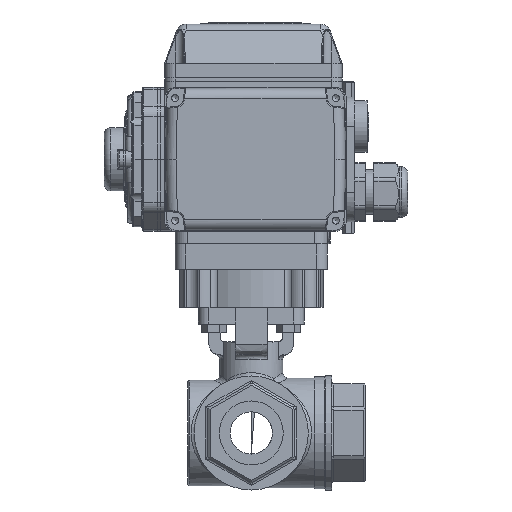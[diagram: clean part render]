
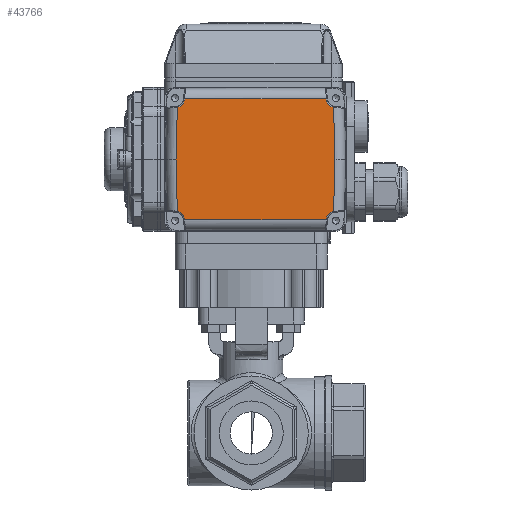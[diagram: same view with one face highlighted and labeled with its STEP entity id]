
A CAD part, front view. The second image highlights one B-rep face of the part: STEP entity #43766.
In plain terms, the highlighted face is planar.
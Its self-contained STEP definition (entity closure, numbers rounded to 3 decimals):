
#3005=LINE('',#78071,#6215);
#3007=LINE('',#78080,#6217);
#3009=LINE('',#78083,#6219);
#3011=LINE('',#78087,#6221);
#3013=LINE('',#78095,#6223);
#3015=LINE('',#78098,#6225);
#6215=VECTOR('',#56604,1000.);
#6217=VECTOR('',#56608,1000.);
#6219=VECTOR('',#56612,1000.);
#6221=VECTOR('',#56616,1000.);
#6223=VECTOR('',#56620,1000.);
#6225=VECTOR('',#56624,1000.);
#7950=PLANE('',#47436);
#9382=CIRCLE('',#47280,4.5);
#9390=CIRCLE('',#47295,4.5);
#9398=CIRCLE('',#47308,4.5);
#9406=CIRCLE('',#47323,4.5);
#18901=ORIENTED_EDGE('',*,*,#27134,.T.);
#18902=ORIENTED_EDGE('',*,*,#27049,.T.);
#18903=ORIENTED_EDGE('',*,*,#27144,.T.);
#18904=ORIENTED_EDGE('',*,*,#27141,.T.);
#18905=ORIENTED_EDGE('',*,*,#27115,.T.);
#18906=ORIENTED_EDGE('',*,*,#27146,.T.);
#18907=ORIENTED_EDGE('',*,*,#27093,.T.);
#18908=ORIENTED_EDGE('',*,*,#27137,.T.);
#18909=ORIENTED_EDGE('',*,*,#27139,.T.);
#18910=ORIENTED_EDGE('',*,*,#27071,.T.);
#27049=EDGE_CURVE('',#31865,#31863,#9382,.T.);
#27071=EDGE_CURVE('',#31881,#31879,#9390,.T.);
#27093=EDGE_CURVE('',#31897,#31895,#9398,.T.);
#27115=EDGE_CURVE('',#31913,#31911,#9406,.T.);
#27134=EDGE_CURVE('',#31879,#31865,#3005,.T.);
#27137=EDGE_CURVE('',#31895,#31930,#3007,.T.);
#27139=EDGE_CURVE('',#31930,#31881,#3009,.T.);
#27141=EDGE_CURVE('',#31932,#31913,#3011,.T.);
#27144=EDGE_CURVE('',#31863,#31932,#3013,.T.);
#27146=EDGE_CURVE('',#31911,#31897,#3015,.T.);
#31863=VERTEX_POINT('',#77456);
#31865=VERTEX_POINT('',#77468);
#31879=VERTEX_POINT('',#77617);
#31881=VERTEX_POINT('',#77623);
#31895=VERTEX_POINT('',#77792);
#31897=VERTEX_POINT('',#77804);
#31911=VERTEX_POINT('',#77953);
#31913=VERTEX_POINT('',#77959);
#31930=VERTEX_POINT('',#78079);
#31932=VERTEX_POINT('',#78088);
#35366=EDGE_LOOP('',(#18901,#18902,#18903,#18904,#18905,#18906,#18907,#18908,
#18909,#18910));
#38366=FACE_BOUND('',#35366,.T.);
#43766=ADVANCED_FACE('',(#38366),#7950,.T.);
#47280=AXIS2_PLACEMENT_3D('',#77471,#56459,#56460);
#47295=AXIS2_PLACEMENT_3D('',#77626,#56497,#56498);
#47308=AXIS2_PLACEMENT_3D('',#77807,#56527,#56528);
#47323=AXIS2_PLACEMENT_3D('',#77962,#56565,#56566);
#47436=AXIS2_PLACEMENT_3D('',#79077,#56863,#56864);
#56459=DIRECTION('',(0.,-1.,0.));
#56460=DIRECTION('',(0.,0.,1.));
#56497=DIRECTION('',(0.,-1.,0.));
#56498=DIRECTION('',(0.,0.,1.));
#56527=DIRECTION('',(0.,-1.,0.));
#56528=DIRECTION('',(0.,0.,1.));
#56565=DIRECTION('',(0.,-1.,0.));
#56566=DIRECTION('',(0.,0.,1.));
#56604=DIRECTION('',(1.,0.,0.));
#56608=DIRECTION('',(-0.026,0.,1.));
#56612=DIRECTION('',(0.026,0.,1.));
#56616=DIRECTION('',(-0.026,0.,-1.));
#56620=DIRECTION('',(0.026,0.,-1.));
#56624=DIRECTION('',(-1.,0.,0.));
#56863=DIRECTION('',(0.,1.,0.));
#56864=DIRECTION('',(0.,0.,1.));
#77456=CARTESIAN_POINT('',(36.98,12.,24.617));
#77468=CARTESIAN_POINT('',(33.516,12.,28.626));
#77471=CARTESIAN_POINT('',(38.,12.,29.));
#77617=CARTESIAN_POINT('',(-33.516,12.,28.626));
#77623=CARTESIAN_POINT('',(-36.98,12.,24.617));
#77626=CARTESIAN_POINT('',(-38.,12.,29.));
#77792=CARTESIAN_POINT('',(-36.98,12.,-24.617));
#77804=CARTESIAN_POINT('',(-33.516,12.,-28.626));
#77807=CARTESIAN_POINT('',(-38.,12.,-29.));
#77953=CARTESIAN_POINT('',(33.516,12.,-28.626));
#77959=CARTESIAN_POINT('',(36.98,12.,-24.617));
#77962=CARTESIAN_POINT('',(38.,12.,-29.));
#78071=CARTESIAN_POINT('',(33.627,12.,28.626));
#78079=CARTESIAN_POINT('',(-37.624,12.,0.));
#78080=CARTESIAN_POINT('',(-37.628,12.,0.124));
#78083=CARTESIAN_POINT('',(-36.983,12.,24.513));
#78087=CARTESIAN_POINT('',(36.983,12.,-24.513));
#78088=CARTESIAN_POINT('',(37.624,12.,0.));
#78095=CARTESIAN_POINT('',(37.628,12.,-0.124));
#78098=CARTESIAN_POINT('',(-33.627,12.,-28.626));
#79077=CARTESIAN_POINT('',(-37.239,12.,-29.));
